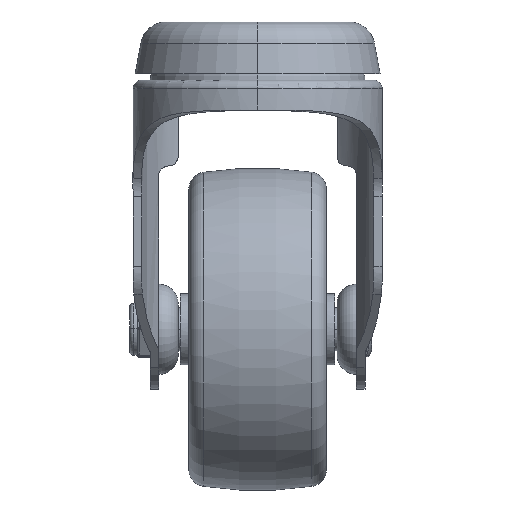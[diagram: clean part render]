
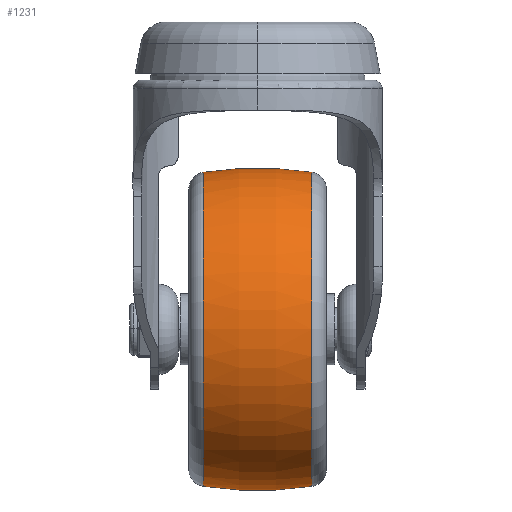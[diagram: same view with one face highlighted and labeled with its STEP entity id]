
A CAD part, left-side view. The second image highlights one B-rep face of the part: STEP entity #1231.
In plain terms, the highlighted toroidal (fillet/blend) face has major radius 46.083 mm and minor radius 83.583 mm.
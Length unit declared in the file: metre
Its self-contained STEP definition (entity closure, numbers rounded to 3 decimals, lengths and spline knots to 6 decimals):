
#1231=ADVANCED_FACE('',(#1821),#1822,.T.);
#1821=FACE_OUTER_BOUND('',#5318,.T.);
#1822=TOROIDAL_SURFACE('',#5319,-0.046083,0.083583);
#5318=EDGE_LOOP('',(#10667,#10668,#10669,#10670));
#5319=AXIS2_PLACEMENT_3D('',#10671,#10672,#10673);
#10667=ORIENTED_EDGE('',*,*,#12948,.F.);
#10668=ORIENTED_EDGE('',*,*,#12949,.F.);
#10669=ORIENTED_EDGE('',*,*,#12950,.F.);
#10670=ORIENTED_EDGE('',*,*,#12951,.F.);
#10671=CARTESIAN_POINT('',(0.0,0.,0.0));
#10672=DIRECTION('',(0.0,-1.0,0.));
#10673=DIRECTION('',(0.0,0.,-1.0));
#12948=EDGE_CURVE('',#14059,#14060,#14061,.T.);
#12949=EDGE_CURVE('',#14062,#14059,#14063,.T.);
#12950=EDGE_CURVE('',#14064,#14062,#14065,.T.);
#12951=EDGE_CURVE('',#14060,#14064,#14066,.T.);
#14059=VERTEX_POINT('',#16521);
#14060=VERTEX_POINT('',#16522);
#14061=CIRCLE('',#16523,0.083583);
#14062=VERTEX_POINT('',#16524);
#14063=CIRCLE('',#16525,0.036544);
#14064=VERTEX_POINT('',#16526);
#14065=CIRCLE('',#16527,0.083583);
#14066=CIRCLE('',#16528,0.036544);
#16521=CARTESIAN_POINT('',(0.,0.012603,0.036544));
#16522=CARTESIAN_POINT('',(0.,-0.012603,0.036544));
#16523=AXIS2_PLACEMENT_3D('',#20461,#20462,#20463);
#16524=CARTESIAN_POINT('',(0.,0.012603,-0.036544));
#16525=AXIS2_PLACEMENT_3D('',#20464,#20465,#20466);
#16526=CARTESIAN_POINT('',(0.,-0.012603,-0.036544));
#16527=AXIS2_PLACEMENT_3D('',#20467,#20468,#20469);
#16528=AXIS2_PLACEMENT_3D('',#20470,#20471,#20472);
#20461=CARTESIAN_POINT('',(0.,0.,-0.046083));
#20462=DIRECTION('',(1.0,0.,0.));
#20463=DIRECTION('',(0.,0.,1.0));
#20464=CARTESIAN_POINT('',(0.0,0.012603,0.));
#20465=DIRECTION('',(-0.0,1.0,0.));
#20466=DIRECTION('',(0.0,0.,1.0));
#20467=CARTESIAN_POINT('',(0.,0.,0.046083));
#20468=DIRECTION('',(1.0,0.,0.));
#20469=DIRECTION('',(0.,0.,-1.0));
#20470=CARTESIAN_POINT('',(0.0,-0.012603,0.));
#20471=DIRECTION('',(0.0,-1.0,0.0));
#20472=DIRECTION('',(0.0,0.0,-1.0));
